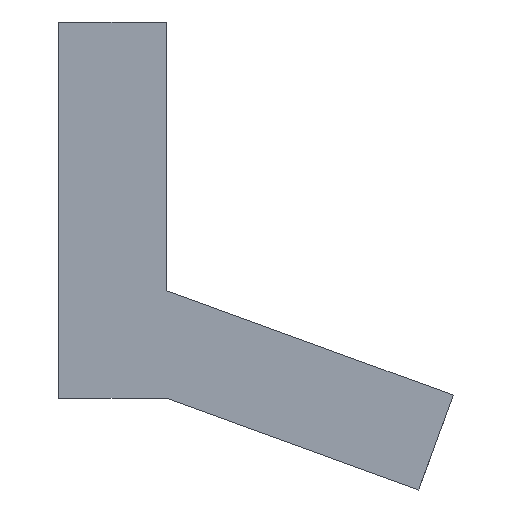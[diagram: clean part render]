
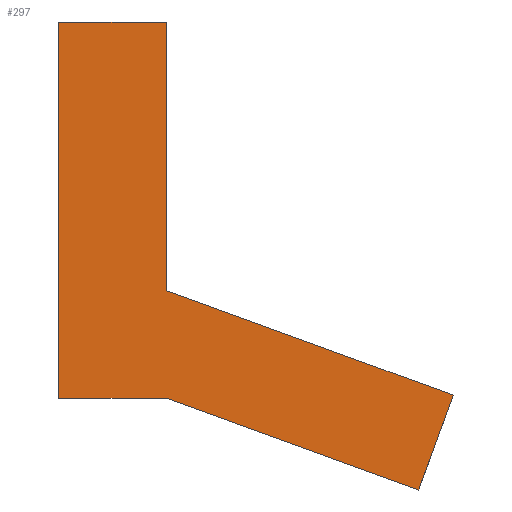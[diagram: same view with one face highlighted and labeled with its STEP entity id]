
A CAD part, left-side view. The second image highlights one B-rep face of the part: STEP entity #297.
In plain terms, the highlighted planar face has unit normal (-1, 0, 0).
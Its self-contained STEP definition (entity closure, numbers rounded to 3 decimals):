
#38=FACE_OUTER_BOUND('',#58,.T.);
#58=EDGE_LOOP('',(#233,#234,#235,#236,#237,#238,#239));
#75=LINE('',#445,#107);
#80=LINE('',#459,#112);
#81=LINE('',#462,#113);
#85=LINE('',#469,#117);
#88=LINE('',#486,#120);
#89=LINE('',#488,#121);
#90=LINE('',#489,#122);
#107=VECTOR('',#357,10.);
#112=VECTOR('',#370,10.);
#113=VECTOR('',#373,10.);
#117=VECTOR('',#381,10.);
#120=VECTOR('',#402,10.);
#121=VECTOR('',#403,10.);
#122=VECTOR('',#404,10.);
#136=VERTEX_POINT('',#439);
#138=VERTEX_POINT('',#443);
#141=VERTEX_POINT('',#453);
#143=VERTEX_POINT('',#457);
#144=VERTEX_POINT('',#461);
#150=VERTEX_POINT('',#485);
#151=VERTEX_POINT('',#487);
#163=EDGE_CURVE('',#138,#136,#75,.T.);
#170=EDGE_CURVE('',#141,#143,#80,.T.);
#171=EDGE_CURVE('',#136,#144,#81,.T.);
#175=EDGE_CURVE('',#144,#143,#85,.T.);
#182=EDGE_CURVE('',#138,#150,#88,.T.);
#183=EDGE_CURVE('',#151,#150,#89,.T.);
#184=EDGE_CURVE('',#141,#151,#90,.T.);
#233=ORIENTED_EDGE('',*,*,#163,.F.);
#234=ORIENTED_EDGE('',*,*,#182,.T.);
#235=ORIENTED_EDGE('',*,*,#183,.F.);
#236=ORIENTED_EDGE('',*,*,#184,.F.);
#237=ORIENTED_EDGE('',*,*,#170,.T.);
#238=ORIENTED_EDGE('',*,*,#175,.F.);
#239=ORIENTED_EDGE('',*,*,#171,.F.);
#278=PLANE('',#336);
#297=ADVANCED_FACE('',(#38),#278,.T.);
#336=AXIS2_PLACEMENT_3D('',#484,#400,#401);
#357=DIRECTION('',(0.,0.,-1.));
#370=DIRECTION('',(0.,-0.94,-0.342));
#373=DIRECTION('',(0.,-0.94,-0.342));
#381=DIRECTION('',(0.,0.342,-0.94));
#400=DIRECTION('center_axis',(-1.,0.,0.));
#401=DIRECTION('ref_axis',(0.,0.,1.));
#402=DIRECTION('',(0.,1.,0.));
#403=DIRECTION('',(0.,0.,1.));
#404=DIRECTION('',(0.,1.,0.));
#439=CARTESIAN_POINT('',(0.,0.,4.));
#443=CARTESIAN_POINT('',(0.,0.,14.));
#445=CARTESIAN_POINT('',(0.,0.,14.));
#453=CARTESIAN_POINT('',(0.,0.,0.));
#457=CARTESIAN_POINT('',(0.,-9.397,-3.42));
#459=CARTESIAN_POINT('',(0.,0.,0.));
#461=CARTESIAN_POINT('',(0.,-10.683,0.112));
#462=CARTESIAN_POINT('',(0.,-1.286,3.532));
#469=CARTESIAN_POINT('',(0.,-10.683,0.112));
#484=CARTESIAN_POINT('Origin',(0.,0.,0.));
#485=CARTESIAN_POINT('',(0.,4.,14.));
#486=CARTESIAN_POINT('',(0.,0.,14.));
#487=CARTESIAN_POINT('',(0.,4.,0.));
#488=CARTESIAN_POINT('',(0.,4.,14.));
#489=CARTESIAN_POINT('',(0.,0.,0.));
